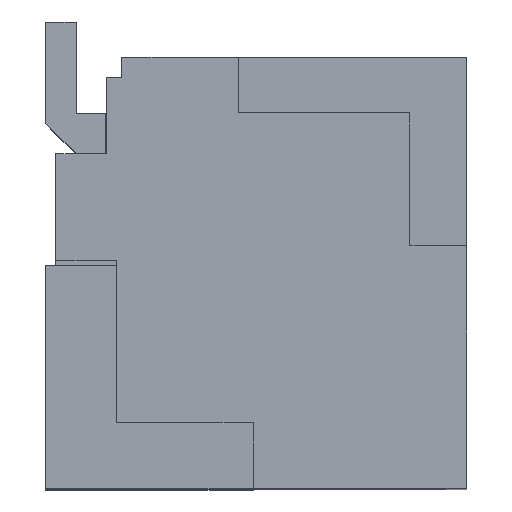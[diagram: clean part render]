
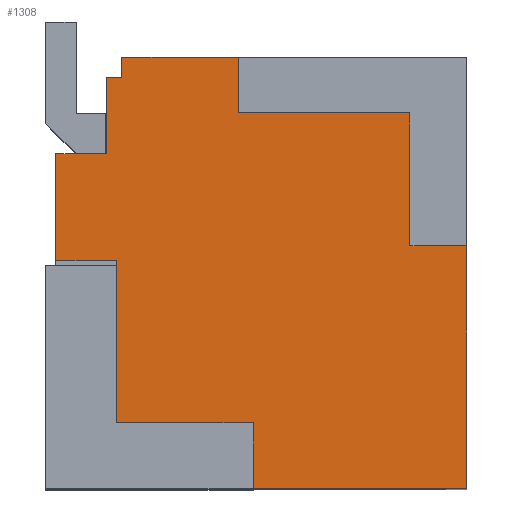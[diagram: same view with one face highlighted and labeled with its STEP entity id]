
A CAD part, top view. The second image highlights one B-rep face of the part: STEP entity #1308.
In plain terms, the highlighted planar face has unit normal (0, 0, 1).
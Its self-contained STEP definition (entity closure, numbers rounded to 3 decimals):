
#11 = VECTOR ( 'NONE', #3693, 1000. ) ;
#45 = DIRECTION ( 'NONE',  ( 1., 0., 0. ) ) ;
#52 = VECTOR ( 'NONE', #3046, 1000. ) ;
#64 = CARTESIAN_POINT ( 'NONE',  ( -2.02, 0.125, 3.5 ) ) ;
#98 = VERTEX_POINT ( 'NONE', #2110 ) ;
#154 = ORIENTED_EDGE ( 'NONE', *, *, #2728, .F. ) ;
#162 = CARTESIAN_POINT ( 'NONE',  ( -0.075, -2.12, 3.5 ) ) ;
#216 = EDGE_CURVE ( 'NONE', #3347, #284, #2693, .T. ) ;
#227 = ORIENTED_EDGE ( 'NONE', *, *, #3697, .F. ) ;
#277 = LINE ( 'NONE', #2606, #11 ) ;
#284 = VERTEX_POINT ( 'NONE', #1561 ) ;
#313 = EDGE_CURVE ( 'NONE', #2610, #2357, #1739, .T. ) ;
#408 = VERTEX_POINT ( 'NONE', #3101 ) ;
#431 = LINE ( 'NONE', #2738, #3423 ) ;
#444 = VECTOR ( 'NONE', #1242, 1000. ) ;
#447 = AXIS2_PLACEMENT_3D ( 'NONE', #1487, #2048, #45 ) ;
#466 = DIRECTION ( 'NONE',  ( 0., -1., 0. ) ) ;
#473 = LINE ( 'NONE', #2767, #2913 ) ;
#476 = EDGE_CURVE ( 'NONE', #3251, #2159, #2442, .T. ) ;
#516 = CARTESIAN_POINT ( 'NONE',  ( 2.03, 0.27, 3.5 ) ) ;
#535 = CARTESIAN_POINT ( 'NONE',  ( -0.075, -2.12, 3.5 ) ) ;
#562 = CARTESIAN_POINT ( 'NONE',  ( -1.425, -1.475, 3.5 ) ) ;
#602 = CARTESIAN_POINT ( 'NONE',  ( -2.02, 0.125, 3.5 ) ) ;
#685 = EDGE_LOOP ( 'NONE', ( #2649, #2052, #1555, #1353, #1944, #2352, #3439, #1397, #3442, #227, #775, #1857, #1861, #949, #154, #707 ) ) ;
#707 = ORIENTED_EDGE ( 'NONE', *, *, #3431, .F. ) ;
#712 = EDGE_CURVE ( 'NONE', #284, #2594, #431, .T. ) ;
#775 = ORIENTED_EDGE ( 'NONE', *, *, #313, .T. ) ;
#791 = CARTESIAN_POINT ( 'NONE',  ( -0.22, 1.58, 3.5 ) ) ;
#810 = VECTOR ( 'NONE', #3422, 1000. ) ;
#813 = LINE ( 'NONE', #2460, #3407 ) ;
#815 = EDGE_CURVE ( 'NONE', #1633, #1963, #277, .T. ) ;
#820 = EDGE_CURVE ( 'NONE', #2594, #1633, #1451, .T. ) ;
#822 = LINE ( 'NONE', #3148, #2682 ) ;
#836 = DIRECTION ( 'NONE',  ( 0., 1., 0. ) ) ;
#914 = EDGE_CURVE ( 'NONE', #2490, #3678, #1295, .T. ) ;
#949 = ORIENTED_EDGE ( 'NONE', *, *, #2960, .F. ) ;
#1000 = CARTESIAN_POINT ( 'NONE',  ( -0.22, 1.58, 3.5 ) ) ;
#1012 = EDGE_CURVE ( 'NONE', #1963, #3251, #822, .T. ) ;
#1107 = CARTESIAN_POINT ( 'NONE',  ( -1.37, 1.93, 3.5 ) ) ;
#1242 = DIRECTION ( 'NONE',  ( 1., 0., 0. ) ) ;
#1295 = LINE ( 'NONE', #2213, #2624 ) ;
#1308 = ADVANCED_FACE ( 'NONE', ( #2123 ), #2926, .T. ) ;
#1353 = ORIENTED_EDGE ( 'NONE', *, *, #815, .T. ) ;
#1384 = LINE ( 'NONE', #3385, #52 ) ;
#1389 = CARTESIAN_POINT ( 'NONE',  ( -0.075, -1.475, 3.5 ) ) ;
#1397 = ORIENTED_EDGE ( 'NONE', *, *, #3078, .F. ) ;
#1412 = DIRECTION ( 'NONE',  ( -1., 0., 0. ) ) ;
#1439 = DIRECTION ( 'NONE',  ( 1., 0., 0. ) ) ;
#1451 = LINE ( 'NONE', #1107, #1927 ) ;
#1453 = LINE ( 'NONE', #2256, #810 ) ;
#1487 = CARTESIAN_POINT ( 'NONE',  ( 0., 0., 3.5 ) ) ;
#1544 = VECTOR ( 'NONE', #2743, 1000. ) ;
#1555 = ORIENTED_EDGE ( 'NONE', *, *, #820, .T. ) ;
#1561 = CARTESIAN_POINT ( 'NONE',  ( -1.37, 2.13, 3.5 ) ) ;
#1577 = DIRECTION ( 'NONE',  ( 1., 0., 0. ) ) ;
#1624 = CARTESIAN_POINT ( 'NONE',  ( -1.37, 1.93, 3.5 ) ) ;
#1633 = VERTEX_POINT ( 'NONE', #2982 ) ;
#1638 = DIRECTION ( 'NONE',  ( -1., 0., 0. ) ) ;
#1653 = DIRECTION ( 'NONE',  ( 0., 1., 0. ) ) ;
#1666 = EDGE_CURVE ( 'NONE', #2159, #98, #2456, .T. ) ;
#1739 = LINE ( 'NONE', #535, #3350 ) ;
#1857 = ORIENTED_EDGE ( 'NONE', *, *, #1870, .T. ) ;
#1861 = ORIENTED_EDGE ( 'NONE', *, *, #3014, .T. ) ;
#1862 = LINE ( 'NONE', #1000, #2783 ) ;
#1870 = EDGE_CURVE ( 'NONE', #2357, #2979, #3390, .T. ) ;
#1927 = VECTOR ( 'NONE', #1412, 1000. ) ;
#1931 = CARTESIAN_POINT ( 'NONE',  ( 2.03, -2.12, 3.5 ) ) ;
#1944 = ORIENTED_EDGE ( 'NONE', *, *, #1012, .T. ) ;
#1963 = VERTEX_POINT ( 'NONE', #3000 ) ;
#2002 = CARTESIAN_POINT ( 'NONE',  ( 1.47, 0.27, 3.5 ) ) ;
#2034 = DIRECTION ( 'NONE',  ( 0., 1., 0. ) ) ;
#2048 = DIRECTION ( 'NONE',  ( 0., 0., 1. ) ) ;
#2052 = ORIENTED_EDGE ( 'NONE', *, *, #712, .T. ) ;
#2110 = CARTESIAN_POINT ( 'NONE',  ( -1.425, 0.125, 3.5 ) ) ;
#2123 = FACE_OUTER_BOUND ( 'NONE', #685, .T. ) ;
#2159 = VERTEX_POINT ( 'NONE', #602 ) ;
#2164 = CARTESIAN_POINT ( 'NONE',  ( -0.22, 2.13, 3.5 ) ) ;
#2179 = CARTESIAN_POINT ( 'NONE',  ( -2.02, 1.18, 3.5 ) ) ;
#2205 = CARTESIAN_POINT ( 'NONE',  ( -0.22, 2.13, 3.5 ) ) ;
#2213 = CARTESIAN_POINT ( 'NONE',  ( -0.075, -1.475, 3.5 ) ) ;
#2256 = CARTESIAN_POINT ( 'NONE',  ( -0.22, 2.13, 3.5 ) ) ;
#2352 = ORIENTED_EDGE ( 'NONE', *, *, #476, .T. ) ;
#2357 = VERTEX_POINT ( 'NONE', #1931 ) ;
#2442 = LINE ( 'NONE', #2179, #1544 ) ;
#2456 = LINE ( 'NONE', #64, #444 ) ;
#2460 = CARTESIAN_POINT ( 'NONE',  ( 1.47, 1.58, 3.5 ) ) ;
#2490 = VERTEX_POINT ( 'NONE', #1389 ) ;
#2594 = VERTEX_POINT ( 'NONE', #1624 ) ;
#2606 = CARTESIAN_POINT ( 'NONE',  ( -1.52, 1.93, 3.5 ) ) ;
#2610 = VERTEX_POINT ( 'NONE', #162 ) ;
#2624 = VECTOR ( 'NONE', #3593, 1000. ) ;
#2649 = ORIENTED_EDGE ( 'NONE', *, *, #216, .T. ) ;
#2682 = VECTOR ( 'NONE', #3745, 1000. ) ;
#2693 = LINE ( 'NONE', #2205, #2849 ) ;
#2728 = EDGE_CURVE ( 'NONE', #2956, #408, #1862, .T. ) ;
#2738 = CARTESIAN_POINT ( 'NONE',  ( -1.37, 2.13, 3.5 ) ) ;
#2743 = DIRECTION ( 'NONE',  ( 0., -1., 0. ) ) ;
#2767 = CARTESIAN_POINT ( 'NONE',  ( -1.425, -1.475, 3.5 ) ) ;
#2783 = VECTOR ( 'NONE', #1577, 1000. ) ;
#2849 = VECTOR ( 'NONE', #1638, 1000. ) ;
#2913 = VECTOR ( 'NONE', #1653, 1000. ) ;
#2926 = PLANE ( 'NONE',  #447 ) ;
#2946 = CARTESIAN_POINT ( 'NONE',  ( -2.02, 1.18, 3.5 ) ) ;
#2956 = VERTEX_POINT ( 'NONE', #791 ) ;
#2960 = EDGE_CURVE ( 'NONE', #408, #3395, #813, .T. ) ;
#2979 = VERTEX_POINT ( 'NONE', #516 ) ;
#2982 = CARTESIAN_POINT ( 'NONE',  ( -1.52, 1.93, 3.5 ) ) ;
#3000 = CARTESIAN_POINT ( 'NONE',  ( -1.52, 1.18, 3.5 ) ) ;
#3014 = EDGE_CURVE ( 'NONE', #2979, #3395, #1384, .T. ) ;
#3046 = DIRECTION ( 'NONE',  ( -1., 0., 0. ) ) ;
#3078 = EDGE_CURVE ( 'NONE', #3678, #98, #473, .T. ) ;
#3101 = CARTESIAN_POINT ( 'NONE',  ( 1.47, 1.58, 3.5 ) ) ;
#3134 = VECTOR ( 'NONE', #2034, 1000. ) ;
#3148 = CARTESIAN_POINT ( 'NONE',  ( -1.52, 1.18, 3.5 ) ) ;
#3166 = CARTESIAN_POINT ( 'NONE',  ( 2.03, -2.12, 3.5 ) ) ;
#3251 = VERTEX_POINT ( 'NONE', #2946 ) ;
#3347 = VERTEX_POINT ( 'NONE', #2164 ) ;
#3350 = VECTOR ( 'NONE', #1439, 1000. ) ;
#3385 = CARTESIAN_POINT ( 'NONE',  ( 2.03, 0.27, 3.5 ) ) ;
#3390 = LINE ( 'NONE', #3166, #3461 ) ;
#3394 = CARTESIAN_POINT ( 'NONE',  ( -0.075, -2.12, 3.5 ) ) ;
#3395 = VERTEX_POINT ( 'NONE', #2002 ) ;
#3407 = VECTOR ( 'NONE', #3642, 1000. ) ;
#3422 = DIRECTION ( 'NONE',  ( 0., -1., 0. ) ) ;
#3423 = VECTOR ( 'NONE', #466, 1000. ) ;
#3431 = EDGE_CURVE ( 'NONE', #3347, #2956, #1453, .T. ) ;
#3439 = ORIENTED_EDGE ( 'NONE', *, *, #1666, .T. ) ;
#3442 = ORIENTED_EDGE ( 'NONE', *, *, #914, .F. ) ;
#3461 = VECTOR ( 'NONE', #836, 1000. ) ;
#3471 = LINE ( 'NONE', #3394, #3134 ) ;
#3593 = DIRECTION ( 'NONE',  ( -1., 0., 0. ) ) ;
#3642 = DIRECTION ( 'NONE',  ( 0., -1., 0. ) ) ;
#3678 = VERTEX_POINT ( 'NONE', #562 ) ;
#3693 = DIRECTION ( 'NONE',  ( 0., -1., 0. ) ) ;
#3697 = EDGE_CURVE ( 'NONE', #2610, #2490, #3471, .T. ) ;
#3745 = DIRECTION ( 'NONE',  ( -1., 0., 0. ) ) ;
